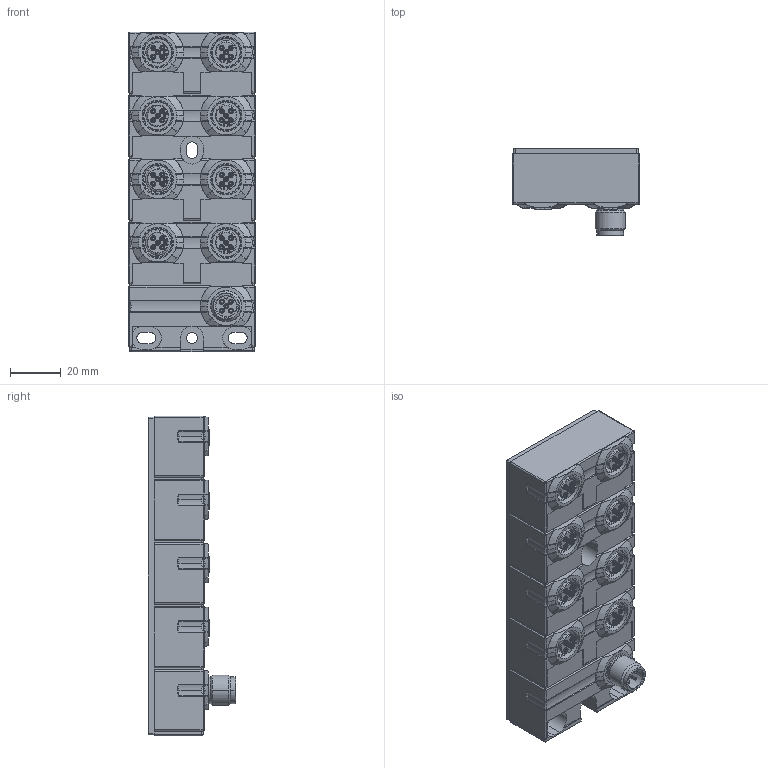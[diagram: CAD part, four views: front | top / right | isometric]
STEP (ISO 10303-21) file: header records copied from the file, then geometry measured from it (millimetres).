
FILE_DESCRIPTION (( 'STEP AP214' ), '1' );
FILE_NAME ('59710.STEP', '2022-01-27T10:37:46', ( '' ), ( '' ), 'SwSTEP 2.0', 'SolidWorks 2021', '' );
FILE_SCHEMA (( 'AUTOMOTIVE_DESIGN' ));
Length unit declared in the file: inch
Products named in the file (1): 59710
Bounding box: 50 x 34.3 x 126 mm (x, y, z)
Volume: 132392 mm3; surface area: 32391 mm2
Topology: 1 solids, 1 shells, 2573 faces, 6903 edges, 4525 vertices
Faces by surface type: bspline 756, cylinder 671, plane 630, cone 276, torus 144, sphere 96
Entity records: 123961 total; most frequent: CARTESIAN_POINT 65844, ORIENTED_EDGE 13754, DIRECTION 9581, EDGE_CURVE 6877, VERTEX_POINT 4525, AXIS2_PLACEMENT_3D 3858, B_SPLINE_CURVE_WITH_KNOTS 2960, EDGE_LOOP 2804
